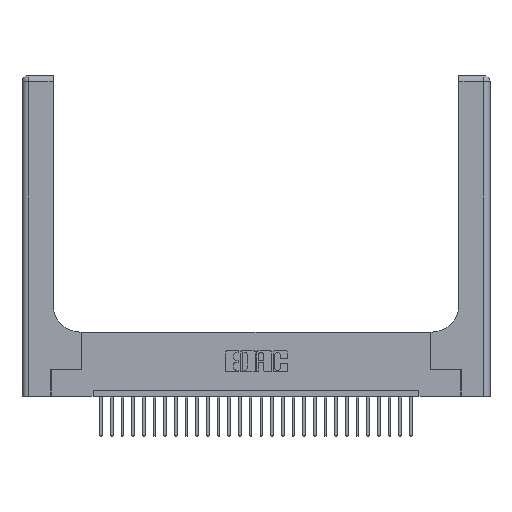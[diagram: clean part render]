
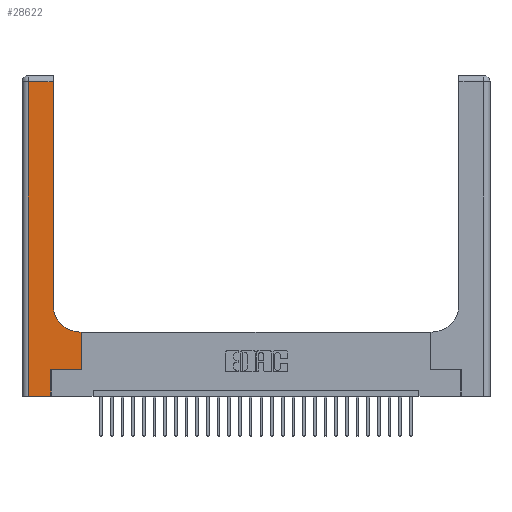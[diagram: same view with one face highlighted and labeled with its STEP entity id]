
A CAD part, top view. The second image highlights one B-rep face of the part: STEP entity #28622.
In plain terms, the highlighted planar face has unit normal (0, 0, 1).
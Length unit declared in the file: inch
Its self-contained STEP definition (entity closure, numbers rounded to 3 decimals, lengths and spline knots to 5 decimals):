
#732 = CARTESIAN_POINT ( 'NONE',  ( 0., 0., 0.37 ) ) ;
#1027 = DIRECTION ( 'NONE',  ( 0., 0., -1. ) ) ;
#1660 = CARTESIAN_POINT ( 'NONE',  ( 0.2915, 2.94, 0.37 ) ) ;
#2024 = EDGE_CURVE ( 'NONE', #14152, #9346, #13489, .T. ) ;
#2727 = VERTEX_POINT ( 'NONE', #17951 ) ;
#2959 = CARTESIAN_POINT ( 'NONE',  ( 0., 3., 0.37 ) ) ;
#3024 = DIRECTION ( 'NONE',  ( 0., 1., 0. ) ) ;
#3206 = VECTOR ( 'NONE', #25825, 39.37008 ) ;
#3849 = EDGE_CURVE ( 'NONE', #9346, #2727, #20544, .T. ) ;
#3883 = DIRECTION ( 'NONE',  ( 0., 1., 0. ) ) ;
#4555 = DIRECTION ( 'NONE',  ( 0., -1., 0. ) ) ;
#4806 = EDGE_CURVE ( 'NONE', #8076, #28052, #29008, .T. ) ;
#4855 = LINE ( 'NONE', #28305, #11613 ) ;
#5285 = ORIENTED_EDGE ( 'NONE', *, *, #2024, .T. ) ;
#5348 = VECTOR ( 'NONE', #3883, 39.37008 ) ;
#5459 = EDGE_CURVE ( 'NONE', #2727, #11049, #16145, .T. ) ;
#6055 = DIRECTION ( 'NONE',  ( -1., 0., 0. ) ) ;
#6063 = ORIENTED_EDGE ( 'NONE', *, *, #16077, .T. ) ;
#6071 = ORIENTED_EDGE ( 'NONE', *, *, #24859, .T. ) ;
#6966 = VECTOR ( 'NONE', #10033, 39.37008 ) ;
#8076 = VERTEX_POINT ( 'NONE', #1660 ) ;
#8435 = EDGE_CURVE ( 'NONE', #22571, #13138, #13837, .T. ) ;
#8900 = CARTESIAN_POINT ( 'NONE',  ( 0.5415, 0.6, 0.37 ) ) ;
#9127 = CARTESIAN_POINT ( 'NONE',  ( 0.06, 3., 0.37 ) ) ;
#9346 = VERTEX_POINT ( 'NONE', #9602 ) ;
#9602 = CARTESIAN_POINT ( 'NONE',  ( 0.269, 0., 0.37 ) ) ;
#10033 = DIRECTION ( 'NONE',  ( -1., 0., 0. ) ) ;
#10210 = ORIENTED_EDGE ( 'NONE', *, *, #8435, .T. ) ;
#10797 = EDGE_CURVE ( 'NONE', #11049, #22571, #4855, .T. ) ;
#10857 = VECTOR ( 'NONE', #26926, 39.37008 ) ;
#11024 = ORIENTED_EDGE ( 'NONE', *, *, #4806, .T. ) ;
#11049 = VERTEX_POINT ( 'NONE', #19526 ) ;
#11613 = VECTOR ( 'NONE', #14754, 39.37008 ) ;
#11825 = CARTESIAN_POINT ( 'NONE',  ( 0.2915, 0.85, 0.37 ) ) ;
#12027 = ORIENTED_EDGE ( 'NONE', *, *, #28880, .T. ) ;
#12068 = DIRECTION ( 'NONE',  ( -1., 0., 0. ) ) ;
#12673 = AXIS2_PLACEMENT_3D ( 'NONE', #2959, #23125, #12068 ) ;
#13138 = VERTEX_POINT ( 'NONE', #8900 ) ;
#13489 = LINE ( 'NONE', #732, #3206 ) ;
#13837 = LINE ( 'NONE', #19860, #22764 ) ;
#14152 = VERTEX_POINT ( 'NONE', #15692 ) ;
#14240 = CARTESIAN_POINT ( 'NONE',  ( 0.06, 2.94, 0.37 ) ) ;
#14455 = VECTOR ( 'NONE', #3024, 39.37008 ) ;
#14754 = DIRECTION ( 'NONE',  ( 0., 1., 0. ) ) ;
#15692 = CARTESIAN_POINT ( 'NONE',  ( 0.06, 0., 0.37 ) ) ;
#15842 = FACE_OUTER_BOUND ( 'NONE', #23138, .T. ) ;
#16077 = EDGE_CURVE ( 'NONE', #20791, #8076, #22414, .T. ) ;
#16145 = LINE ( 'NONE', #19876, #10857 ) ;
#16880 = CIRCLE ( 'NONE', #20302, 0.25 ) ;
#16893 = CARTESIAN_POINT ( 'NONE',  ( 0.269, 0., 0.37 ) ) ;
#17020 = CARTESIAN_POINT ( 'NONE',  ( 0.5415, 0.85, 0.37 ) ) ;
#17637 = LINE ( 'NONE', #9127, #21582 ) ;
#17951 = CARTESIAN_POINT ( 'NONE',  ( 0.269, 0.25, 0.37 ) ) ;
#19526 = CARTESIAN_POINT ( 'NONE',  ( 0.5585, 0.25, 0.37 ) ) ;
#19860 = CARTESIAN_POINT ( 'NONE',  ( 0.2915, 0.6, 0.37 ) ) ;
#19876 = CARTESIAN_POINT ( 'NONE',  ( 0.269, 0.25, 0.37 ) ) ;
#20302 = AXIS2_PLACEMENT_3D ( 'NONE', #17020, #1027, #21730 ) ;
#20544 = LINE ( 'NONE', #16893, #14455 ) ;
#20791 = VERTEX_POINT ( 'NONE', #11825 ) ;
#20854 = PLANE ( 'NONE',  #12673 ) ;
#20976 = ORIENTED_EDGE ( 'NONE', *, *, #10797, .T. ) ;
#21582 = VECTOR ( 'NONE', #4555, 39.37008 ) ;
#21730 = DIRECTION ( 'NONE',  ( 1., 0., 0. ) ) ;
#22414 = LINE ( 'NONE', #23673, #5348 ) ;
#22571 = VERTEX_POINT ( 'NONE', #24693 ) ;
#22764 = VECTOR ( 'NONE', #6055, 39.37008 ) ;
#23125 = DIRECTION ( 'NONE',  ( 0., 0., -1. ) ) ;
#23138 = EDGE_LOOP ( 'NONE', ( #6063, #11024, #6071, #5285, #25812, #25998, #20976, #10210, #12027 ) ) ;
#23673 = CARTESIAN_POINT ( 'NONE',  ( 0.2915, 3., 0.37 ) ) ;
#23956 = CARTESIAN_POINT ( 'NONE',  ( 0., 2.94, 0.37 ) ) ;
#24693 = CARTESIAN_POINT ( 'NONE',  ( 0.5585, 0.6, 0.37 ) ) ;
#24859 = EDGE_CURVE ( 'NONE', #28052, #14152, #17637, .T. ) ;
#25812 = ORIENTED_EDGE ( 'NONE', *, *, #3849, .T. ) ;
#25825 = DIRECTION ( 'NONE',  ( 1., 0., 0. ) ) ;
#25998 = ORIENTED_EDGE ( 'NONE', *, *, #5459, .T. ) ;
#26926 = DIRECTION ( 'NONE',  ( 1., 0., 0. ) ) ;
#28052 = VERTEX_POINT ( 'NONE', #14240 ) ;
#28305 = CARTESIAN_POINT ( 'NONE',  ( 0.5585, 0.25, 0.37 ) ) ;
#28622 = ADVANCED_FACE ( 'NONE', ( #15842 ), #20854, .F. ) ;
#28880 = EDGE_CURVE ( 'NONE', #13138, #20791, #16880, .T. ) ;
#29008 = LINE ( 'NONE', #23956, #6966 ) ;
